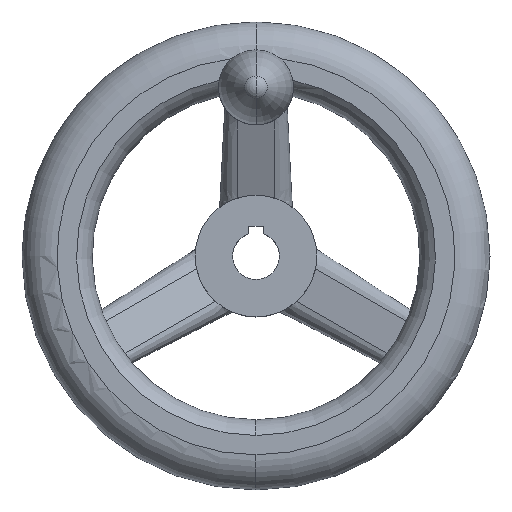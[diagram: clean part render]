
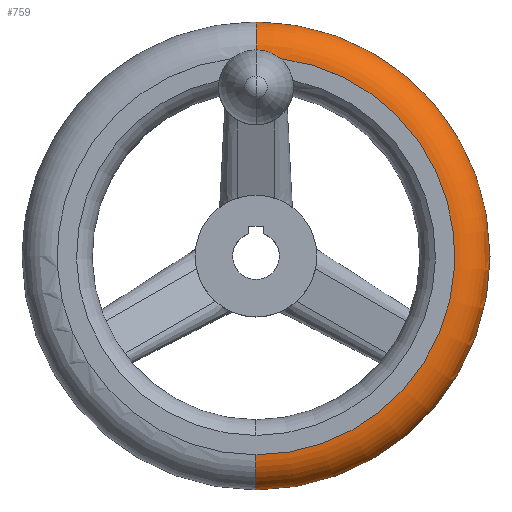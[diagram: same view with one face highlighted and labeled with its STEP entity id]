
A CAD part, top view. The second image highlights one B-rep face of the part: STEP entity #759.
In plain terms, the highlighted toroidal (fillet/blend) face has major radius 42.5 mm and minor radius 7.5 mm.
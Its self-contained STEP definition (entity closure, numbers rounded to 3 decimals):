
#391=VERTEX_POINT('',#915);
#447=VERTEX_POINT('',#978);
#469=VERTEX_POINT('',#1002);
#471=EDGE_CURVE('',#701,#447,#1004,.T.);
#491=EDGE_CURVE('',#583,#701,#1024,.T.);
#511=EDGE_CURVE('',#447,#469,#1047,.T.);
#525=EDGE_CURVE('',#391,#583,#1063,.T.);
#583=VERTEX_POINT('',#1132);
#701=VERTEX_POINT('',#1264);
#739=EDGE_CURVE('',#469,#391,#1305,.T.);
#759=ADVANCED_FACE('',(#1327),#1328,.T.);
#915=CARTESIAN_POINT('',(0.,50.,25.5));
#978=CARTESIAN_POINT('',(0.,-42.5,33.0));
#1002=CARTESIAN_POINT('',(0.,-50.0,25.5));
#1004=CIRCLE('',#1828,42.5);
#1024=CIRCLE('',#1857,42.5);
#1047=CIRCLE('',#1888,7.5);
#1063=CIRCLE('',#1940,7.5);
#1132=CARTESIAN_POINT('',(0.,42.5,33.0));
#1264=CARTESIAN_POINT('',(5.058,42.198,33.));
#1305=CIRCLE('',#2430,50.0);
#1327=FACE_OUTER_BOUND('',#2457,.T.);
#1328=TOROIDAL_SURFACE('',#2458,42.5,7.5);
#1828=AXIS2_PLACEMENT_3D('',#2733,#2734,#2735);
#1857=AXIS2_PLACEMENT_3D('',#2754,#2755,#2756);
#1888=AXIS2_PLACEMENT_3D('',#2791,#2792,#2793);
#1940=AXIS2_PLACEMENT_3D('',#2813,#2814,#2815);
#2430=AXIS2_PLACEMENT_3D('',#3135,#3136,#3137);
#2457=EDGE_LOOP('',(#3162,#3163,#3164,#3165,#3166));
#2458=AXIS2_PLACEMENT_3D('',#3167,#3168,#3169);
#2733=CARTESIAN_POINT('',(0.,0.,33.0));
#2734=DIRECTION('',(0.,0.,-1.0));
#2735=DIRECTION('',(0.,1.0,0.));
#2754=CARTESIAN_POINT('',(0.,0.,33.0));
#2755=DIRECTION('',(0.,0.,-1.0));
#2756=DIRECTION('',(0.,1.0,0.));
#2791=CARTESIAN_POINT('',(0.,-42.5,25.5));
#2792=DIRECTION('',(1.0,0.,0.));
#2793=DIRECTION('',(0.,-1.0,0.));
#2813=CARTESIAN_POINT('',(0.,42.5,25.5));
#2814=DIRECTION('',(1.0,0.,0.));
#2815=DIRECTION('',(0.,1.0,0.));
#3135=CARTESIAN_POINT('',(0.,0.,25.5));
#3136=DIRECTION('',(0.,0.,1.0));
#3137=DIRECTION('',(1.0,0.0,0.));
#3162=ORIENTED_EDGE('',*,*,#739,.T.);
#3163=ORIENTED_EDGE('',*,*,#525,.T.);
#3164=ORIENTED_EDGE('',*,*,#491,.T.);
#3165=ORIENTED_EDGE('',*,*,#471,.T.);
#3166=ORIENTED_EDGE('',*,*,#511,.T.);
#3167=CARTESIAN_POINT('',(0.,0.,25.5));
#3168=DIRECTION('',(0.,0.,1.0));
#3169=DIRECTION('',(0.,1.0,0.0));
